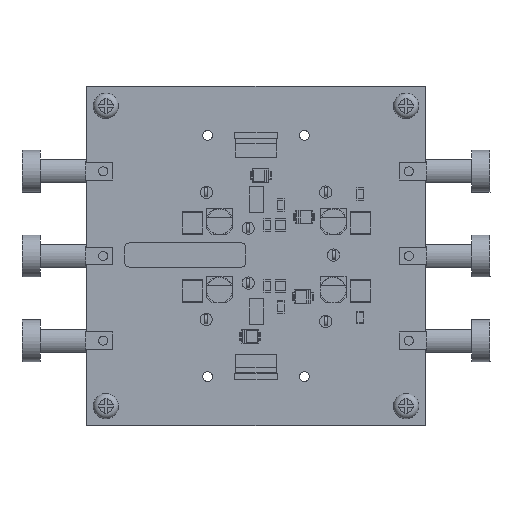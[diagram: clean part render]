
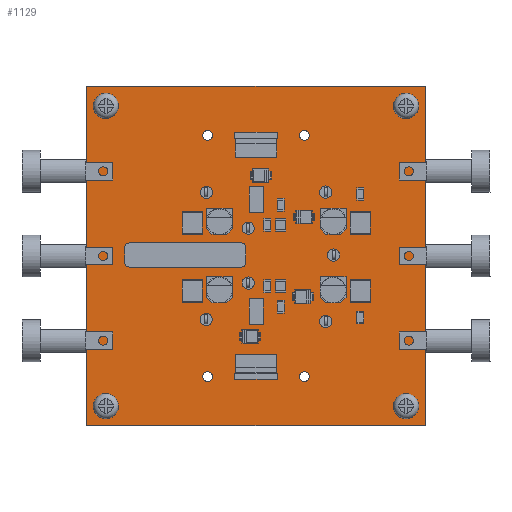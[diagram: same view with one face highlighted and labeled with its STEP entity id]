
A CAD part, top view. The second image highlights one B-rep face of the part: STEP entity #1129.
In plain terms, the highlighted planar face has unit normal (0, 0, 1).
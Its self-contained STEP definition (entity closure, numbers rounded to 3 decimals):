
#244 = VERTEX_POINT('',#245);
#245 = CARTESIAN_POINT('',(0.,0.,1.575));
#251 = EDGE_CURVE('',#244,#252,#254,.T.);
#252 = VERTEX_POINT('',#253);
#253 = CARTESIAN_POINT('',(0.,88.9,1.575));
#254 = LINE('',#255,#256);
#255 = CARTESIAN_POINT('',(0.,0.,1.575));
#256 = VECTOR('',#257,1.);
#257 = DIRECTION('',(0.,1.,0.));
#282 = EDGE_CURVE('',#252,#283,#285,.T.);
#283 = VERTEX_POINT('',#284);
#284 = CARTESIAN_POINT('',(88.9,88.9,1.575));
#285 = LINE('',#286,#287);
#286 = CARTESIAN_POINT('',(0.,88.9,1.575));
#287 = VECTOR('',#288,1.);
#288 = DIRECTION('',(1.,0.,0.));
#313 = EDGE_CURVE('',#283,#314,#316,.T.);
#314 = VERTEX_POINT('',#315);
#315 = CARTESIAN_POINT('',(88.9,0.,1.575));
#316 = LINE('',#317,#318);
#317 = CARTESIAN_POINT('',(88.9,88.9,1.575));
#318 = VECTOR('',#319,1.);
#319 = DIRECTION('',(0.,-1.,0.));
#344 = EDGE_CURVE('',#314,#244,#345,.T.);
#345 = LINE('',#346,#347);
#346 = CARTESIAN_POINT('',(88.9,0.,1.575));
#347 = VECTOR('',#348,1.);
#348 = DIRECTION('',(-1.,0.,0.));
#368 = VERTEX_POINT('',#369);
#369 = CARTESIAN_POINT('',(6.68,5.08,1.575));
#375 = EDGE_CURVE('',#368,#368,#376,.T.);
#376 = CIRCLE('',#377,1.6);
#377 = AXIS2_PLACEMENT_3D('',#378,#379,#380);
#378 = CARTESIAN_POINT('',(5.08,5.08,1.575));
#379 = DIRECTION('',(0.,0.,1.));
#380 = DIRECTION('',(1.,0.,-0.));
#401 = VERTEX_POINT('',#402);
#402 = CARTESIAN_POINT('',(32.195,27.813,1.575));
#408 = EDGE_CURVE('',#401,#401,#409,.T.);
#409 = CIRCLE('',#410,0.8);
#410 = AXIS2_PLACEMENT_3D('',#411,#412,#413);
#411 = CARTESIAN_POINT('',(31.394,27.813,1.575));
#412 = DIRECTION('',(0.,0.,1.));
#413 = DIRECTION('',(1.,0.,-0.));
#434 = VERTEX_POINT('',#435);
#435 = CARTESIAN_POINT('',(33.025,12.827,1.575));
#441 = EDGE_CURVE('',#434,#434,#442,.T.);
#442 = CIRCLE('',#443,1.275);
#443 = AXIS2_PLACEMENT_3D('',#444,#445,#446);
#444 = CARTESIAN_POINT('',(31.75,12.827,1.575));
#445 = DIRECTION('',(0.,0.,1.));
#446 = DIRECTION('',(1.,0.,-0.));
#467 = VERTEX_POINT('',#468);
#468 = CARTESIAN_POINT('',(42.41,16.637,1.575));
#474 = EDGE_CURVE('',#467,#467,#475,.T.);
#475 = CIRCLE('',#476,0.5);
#476 = AXIS2_PLACEMENT_3D('',#477,#478,#479);
#477 = CARTESIAN_POINT('',(41.91,16.637,1.575));
#478 = DIRECTION('',(0.,0.,1.));
#479 = DIRECTION('',(1.,0.,-0.));
#500 = VERTEX_POINT('',#501);
#501 = CARTESIAN_POINT('',(43.193,37.363,1.575));
#507 = EDGE_CURVE('',#500,#500,#508,.T.);
#508 = CIRCLE('',#509,0.8);
#509 = AXIS2_PLACEMENT_3D('',#510,#511,#512);
#510 = CARTESIAN_POINT('',(42.393,37.363,1.575));
#511 = DIRECTION('',(0.,0.,1.));
#512 = DIRECTION('',(1.,0.,-0.));
#533 = VERTEX_POINT('',#534);
#534 = CARTESIAN_POINT('',(32.245,61.163,1.575));
#540 = EDGE_CURVE('',#533,#533,#541,.T.);
#541 = CIRCLE('',#542,0.8);
#542 = AXIS2_PLACEMENT_3D('',#543,#544,#545);
#543 = CARTESIAN_POINT('',(31.445,61.163,1.575));
#544 = DIRECTION('',(0.,0.,1.));
#545 = DIRECTION('',(1.,0.,-0.));
#566 = VERTEX_POINT('',#567);
#567 = CARTESIAN_POINT('',(6.68,83.82,1.575));
#573 = EDGE_CURVE('',#566,#566,#574,.T.);
#574 = CIRCLE('',#575,1.6);
#575 = AXIS2_PLACEMENT_3D('',#576,#577,#578);
#576 = CARTESIAN_POINT('',(5.08,83.82,1.575));
#577 = DIRECTION('',(0.,0.,1.));
#578 = DIRECTION('',(1.,0.,-0.));
#599 = VERTEX_POINT('',#600);
#600 = CARTESIAN_POINT('',(43.193,51.765,1.575));
#606 = EDGE_CURVE('',#599,#599,#607,.T.);
#607 = CIRCLE('',#608,0.8);
#608 = AXIS2_PLACEMENT_3D('',#609,#610,#611);
#609 = CARTESIAN_POINT('',(42.393,51.765,1.575));
#610 = DIRECTION('',(0.,0.,1.));
#611 = DIRECTION('',(1.,0.,-0.));
#632 = VERTEX_POINT('',#633);
#633 = CARTESIAN_POINT('',(33.025,76.073,1.575));
#639 = EDGE_CURVE('',#632,#632,#640,.T.);
#640 = CIRCLE('',#641,1.275);
#641 = AXIS2_PLACEMENT_3D('',#642,#643,#644);
#642 = CARTESIAN_POINT('',(31.75,76.073,1.575));
#643 = DIRECTION('',(0.,0.,1.));
#644 = DIRECTION('',(1.,0.,-0.));
#665 = VERTEX_POINT('',#666);
#666 = CARTESIAN_POINT('',(42.41,72.263,1.575));
#672 = EDGE_CURVE('',#665,#665,#673,.T.);
#673 = CIRCLE('',#674,0.5);
#674 = AXIS2_PLACEMENT_3D('',#675,#676,#677);
#675 = CARTESIAN_POINT('',(41.91,72.263,1.575));
#676 = DIRECTION('',(0.,0.,1.));
#677 = DIRECTION('',(1.,0.,-0.));
#698 = VERTEX_POINT('',#699);
#699 = CARTESIAN_POINT('',(47.49,16.637,1.575));
#705 = EDGE_CURVE('',#698,#698,#706,.T.);
#706 = CIRCLE('',#707,0.5);
#707 = AXIS2_PLACEMENT_3D('',#708,#709,#710);
#708 = CARTESIAN_POINT('',(46.99,16.637,1.575));
#709 = DIRECTION('',(0.,0.,1.));
#710 = DIRECTION('',(1.,0.,-0.));
#731 = VERTEX_POINT('',#732);
#732 = CARTESIAN_POINT('',(44.95,16.637,1.575));
#738 = EDGE_CURVE('',#731,#731,#739,.T.);
#739 = CIRCLE('',#740,0.5);
#740 = AXIS2_PLACEMENT_3D('',#741,#742,#743);
#741 = CARTESIAN_POINT('',(44.45,16.637,1.575));
#742 = DIRECTION('',(0.,0.,1.));
#743 = DIRECTION('',(1.,0.,-0.));
#764 = VERTEX_POINT('',#765);
#765 = CARTESIAN_POINT('',(85.42,5.08,1.575));
#771 = EDGE_CURVE('',#764,#764,#772,.T.);
#772 = CIRCLE('',#773,1.6);
#773 = AXIS2_PLACEMENT_3D('',#774,#775,#776);
#774 = CARTESIAN_POINT('',(83.82,5.08,1.575));
#775 = DIRECTION('',(0.,0.,1.));
#776 = DIRECTION('',(1.,0.,-0.));
#797 = VERTEX_POINT('',#798);
#798 = CARTESIAN_POINT('',(58.425,12.827,1.575));
#804 = EDGE_CURVE('',#797,#797,#805,.T.);
#805 = CIRCLE('',#806,1.275);
#806 = AXIS2_PLACEMENT_3D('',#807,#808,#809);
#807 = CARTESIAN_POINT('',(57.15,12.827,1.575));
#808 = DIRECTION('',(0.,0.,1.));
#809 = DIRECTION('',(1.,0.,-0.));
#830 = VERTEX_POINT('',#831);
#831 = CARTESIAN_POINT('',(63.538,27.305,1.575));
#837 = EDGE_CURVE('',#830,#830,#838,.T.);
#838 = CIRCLE('',#839,0.8);
#839 = AXIS2_PLACEMENT_3D('',#840,#841,#842);
#840 = CARTESIAN_POINT('',(62.738,27.305,1.575));
#841 = DIRECTION('',(0.,0.,1.));
#842 = DIRECTION('',(1.,0.,-0.));
#863 = VERTEX_POINT('',#864);
#864 = CARTESIAN_POINT('',(44.95,72.263,1.575));
#870 = EDGE_CURVE('',#863,#863,#871,.T.);
#871 = CIRCLE('',#872,0.5);
#872 = AXIS2_PLACEMENT_3D('',#873,#874,#875);
#873 = CARTESIAN_POINT('',(44.45,72.263,1.575));
#874 = DIRECTION('',(0.,0.,1.));
#875 = DIRECTION('',(1.,0.,-0.));
#896 = VERTEX_POINT('',#897);
#897 = CARTESIAN_POINT('',(47.49,72.263,1.575));
#903 = EDGE_CURVE('',#896,#896,#904,.T.);
#904 = CIRCLE('',#905,0.5);
#905 = AXIS2_PLACEMENT_3D('',#906,#907,#908);
#906 = CARTESIAN_POINT('',(46.99,72.263,1.575));
#907 = DIRECTION('',(0.,0.,1.));
#908 = DIRECTION('',(1.,0.,-0.));
#929 = VERTEX_POINT('',#930);
#930 = CARTESIAN_POINT('',(58.425,76.073,1.575));
#936 = EDGE_CURVE('',#929,#929,#937,.T.);
#937 = CIRCLE('',#938,1.275);
#938 = AXIS2_PLACEMENT_3D('',#939,#940,#941);
#939 = CARTESIAN_POINT('',(57.15,76.073,1.575));
#940 = DIRECTION('',(0.,0.,1.));
#941 = DIRECTION('',(1.,0.,-0.));
#962 = VERTEX_POINT('',#963);
#963 = CARTESIAN_POINT('',(65.621,44.704,1.575));
#969 = EDGE_CURVE('',#962,#962,#970,.T.);
#970 = CIRCLE('',#971,0.8);
#971 = AXIS2_PLACEMENT_3D('',#972,#973,#974);
#972 = CARTESIAN_POINT('',(64.821,44.704,1.575));
#973 = DIRECTION('',(0.,0.,1.));
#974 = DIRECTION('',(1.,0.,-0.));
#995 = VERTEX_POINT('',#996);
#996 = CARTESIAN_POINT('',(63.538,61.214,1.575));
#1002 = EDGE_CURVE('',#995,#995,#1003,.T.);
#1003 = CIRCLE('',#1004,0.8);
#1004 = AXIS2_PLACEMENT_3D('',#1005,#1006,#1007);
#1005 = CARTESIAN_POINT('',(62.738,61.214,1.575));
#1006 = DIRECTION('',(0.,0.,1.));
#1007 = DIRECTION('',(1.,0.,-0.));
#1028 = VERTEX_POINT('',#1029);
#1029 = CARTESIAN_POINT('',(85.42,83.82,1.575));
#1035 = EDGE_CURVE('',#1028,#1028,#1036,.T.);
#1036 = CIRCLE('',#1037,1.6);
#1037 = AXIS2_PLACEMENT_3D('',#1038,#1039,#1040);
#1038 = CARTESIAN_POINT('',(83.82,83.82,1.575));
#1039 = DIRECTION('',(0.,0.,1.));
#1040 = DIRECTION('',(1.,0.,-0.));
#1129 = ADVANCED_FACE('',(#1130,#1136,#1139,#1142,#1145,#1148,#1151,
    #1154,#1157,#1160,#1163,#1166,#1169,#1172,#1175,#1178,#1181,#1184,
    #1187,#1190,#1193,#1196),#1199,.F.);
#1130 = FACE_BOUND('',#1131,.F.);
#1131 = EDGE_LOOP('',(#1132,#1133,#1134,#1135));
#1132 = ORIENTED_EDGE('',*,*,#251,.T.);
#1133 = ORIENTED_EDGE('',*,*,#282,.T.);
#1134 = ORIENTED_EDGE('',*,*,#313,.T.);
#1135 = ORIENTED_EDGE('',*,*,#344,.T.);
#1136 = FACE_BOUND('',#1137,.F.);
#1137 = EDGE_LOOP('',(#1138));
#1138 = ORIENTED_EDGE('',*,*,#375,.T.);
#1139 = FACE_BOUND('',#1140,.F.);
#1140 = EDGE_LOOP('',(#1141));
#1141 = ORIENTED_EDGE('',*,*,#408,.T.);
#1142 = FACE_BOUND('',#1143,.F.);
#1143 = EDGE_LOOP('',(#1144));
#1144 = ORIENTED_EDGE('',*,*,#441,.T.);
#1145 = FACE_BOUND('',#1146,.F.);
#1146 = EDGE_LOOP('',(#1147));
#1147 = ORIENTED_EDGE('',*,*,#474,.T.);
#1148 = FACE_BOUND('',#1149,.F.);
#1149 = EDGE_LOOP('',(#1150));
#1150 = ORIENTED_EDGE('',*,*,#507,.T.);
#1151 = FACE_BOUND('',#1152,.F.);
#1152 = EDGE_LOOP('',(#1153));
#1153 = ORIENTED_EDGE('',*,*,#540,.T.);
#1154 = FACE_BOUND('',#1155,.F.);
#1155 = EDGE_LOOP('',(#1156));
#1156 = ORIENTED_EDGE('',*,*,#573,.T.);
#1157 = FACE_BOUND('',#1158,.F.);
#1158 = EDGE_LOOP('',(#1159));
#1159 = ORIENTED_EDGE('',*,*,#606,.T.);
#1160 = FACE_BOUND('',#1161,.F.);
#1161 = EDGE_LOOP('',(#1162));
#1162 = ORIENTED_EDGE('',*,*,#639,.T.);
#1163 = FACE_BOUND('',#1164,.F.);
#1164 = EDGE_LOOP('',(#1165));
#1165 = ORIENTED_EDGE('',*,*,#672,.T.);
#1166 = FACE_BOUND('',#1167,.F.);
#1167 = EDGE_LOOP('',(#1168));
#1168 = ORIENTED_EDGE('',*,*,#705,.T.);
#1169 = FACE_BOUND('',#1170,.F.);
#1170 = EDGE_LOOP('',(#1171));
#1171 = ORIENTED_EDGE('',*,*,#738,.T.);
#1172 = FACE_BOUND('',#1173,.F.);
#1173 = EDGE_LOOP('',(#1174));
#1174 = ORIENTED_EDGE('',*,*,#771,.T.);
#1175 = FACE_BOUND('',#1176,.F.);
#1176 = EDGE_LOOP('',(#1177));
#1177 = ORIENTED_EDGE('',*,*,#804,.T.);
#1178 = FACE_BOUND('',#1179,.F.);
#1179 = EDGE_LOOP('',(#1180));
#1180 = ORIENTED_EDGE('',*,*,#837,.T.);
#1181 = FACE_BOUND('',#1182,.F.);
#1182 = EDGE_LOOP('',(#1183));
#1183 = ORIENTED_EDGE('',*,*,#870,.T.);
#1184 = FACE_BOUND('',#1185,.F.);
#1185 = EDGE_LOOP('',(#1186));
#1186 = ORIENTED_EDGE('',*,*,#903,.T.);
#1187 = FACE_BOUND('',#1188,.F.);
#1188 = EDGE_LOOP('',(#1189));
#1189 = ORIENTED_EDGE('',*,*,#936,.T.);
#1190 = FACE_BOUND('',#1191,.F.);
#1191 = EDGE_LOOP('',(#1192));
#1192 = ORIENTED_EDGE('',*,*,#969,.T.);
#1193 = FACE_BOUND('',#1194,.F.);
#1194 = EDGE_LOOP('',(#1195));
#1195 = ORIENTED_EDGE('',*,*,#1002,.T.);
#1196 = FACE_BOUND('',#1197,.F.);
#1197 = EDGE_LOOP('',(#1198));
#1198 = ORIENTED_EDGE('',*,*,#1035,.T.);
#1199 = PLANE('',#1200);
#1200 = AXIS2_PLACEMENT_3D('',#1201,#1202,#1203);
#1201 = CARTESIAN_POINT('',(44.45,44.45,1.575));
#1202 = DIRECTION('',(-0.,-0.,-1.));
#1203 = DIRECTION('',(-1.,0.,0.));
